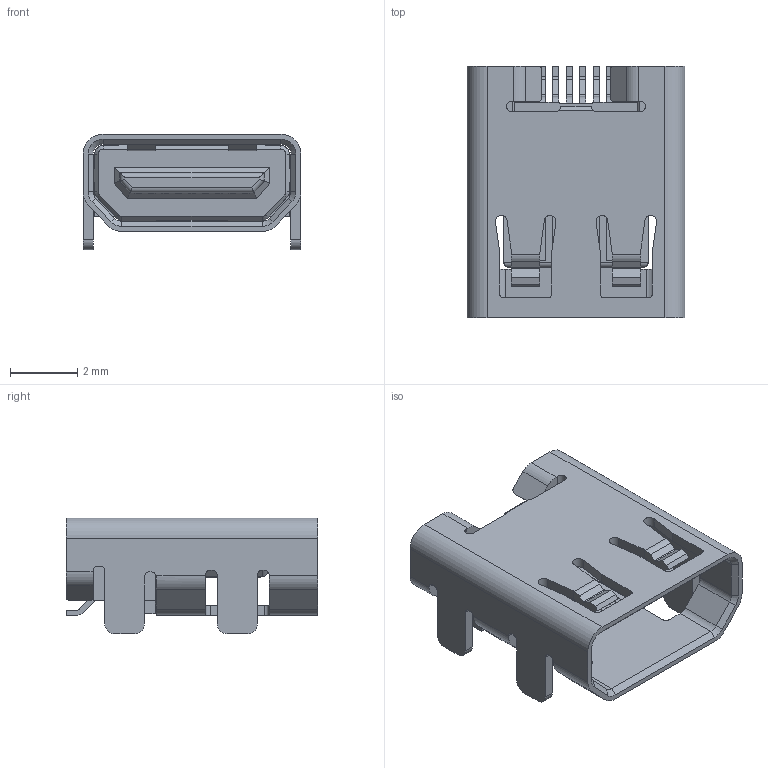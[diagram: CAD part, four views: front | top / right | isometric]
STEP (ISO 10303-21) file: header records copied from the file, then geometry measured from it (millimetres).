
FILE_DESCRIPTION(('FreeCAD Model'),'2;1');
FILE_NAME('Open CASCADE Shape Model','2025-08-13T16:17:20',( 'kicad StepUp'),('ksu MCAD'),'Open CASCADE STEP processor 7.9', 'FreeCAD','Unknown');
FILE_SCHEMA(('AUTOMOTIVE_DESIGN { 1 0 10303 214 1 1 1 1 }'));
Length unit declared in the file: millimetre
Products named in the file (1): HDMI_Micro-D_Molex_46765-1xxx
Bounding box: 6.5 x 7.5 x 3.45 mm (x, y, z)
Volume: 62.3 mm3; surface area: 344.3 mm2
Topology: 1 solids, 1 shells, 679 faces, 1942 edges, 1270 vertices
Faces by surface type: plane 471, cylinder 190, cone 18
Entity records: 28194 total; most frequent: CARTESIAN_POINT 3938, ORIENTED_EDGE 3884, DIRECTION 3696, EDGE_CURVE 1942, LINE 1536, VECTOR 1536, VERTEX_POINT 1270, AXIS2_PLACEMENT_3D 1080
